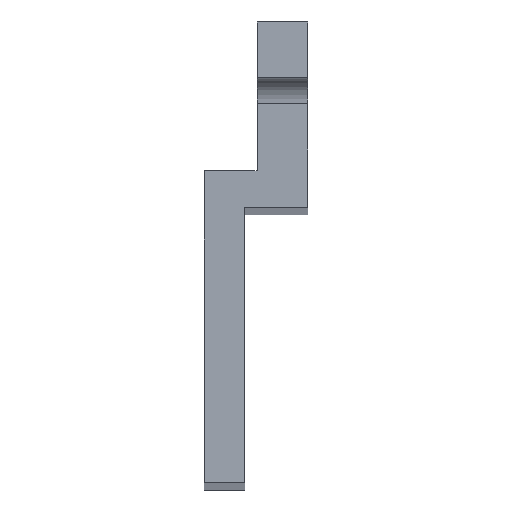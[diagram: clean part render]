
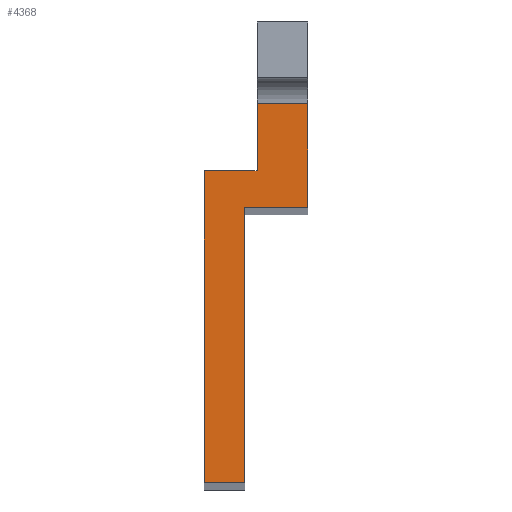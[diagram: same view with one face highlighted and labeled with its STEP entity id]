
A CAD part, top view. The second image highlights one B-rep face of the part: STEP entity #4368.
In plain terms, the highlighted planar face has unit normal (0, 0, 1).
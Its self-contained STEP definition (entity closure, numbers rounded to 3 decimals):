
#1017=FACE_OUTER_BOUND($,#1320,.T.);
#1320=EDGE_LOOP($,(#4041,#4042,#4043,#4044,#4045,#4046,#4047,#4048));
#1420=LINE($,#6809,#1581);
#1423=LINE($,#6814,#1584);
#1427=LINE($,#6988,#1588);
#1510=LINE($,#7483,#1671);
#1554=LINE($,#7736,#1715);
#1556=LINE($,#7741,#1717);
#1558=LINE($,#7744,#1719);
#1564=LINE($,#7756,#1725);
#1581=VECTOR($,#5368,13.5);
#1584=VECTOR($,#5373,3.1);
#1588=VECTOR($,#5545,5.1);
#1671=VECTOR($,#6122,2.);
#1715=VECTOR($,#6416,2.5);
#1717=VECTOR($,#6420,2.6);
#1719=VECTOR($,#6424,3.3);
#1725=VECTOR($,#6438,15.3);
#1904=VERTEX_POINT($,#6806);
#1905=VERTEX_POINT($,#6808);
#1906=VERTEX_POINT($,#6812);
#1992=VERTEX_POINT($,#6986);
#2157=VERTEX_POINT($,#7482);
#2241=VERTEX_POINT($,#7734);
#2242=VERTEX_POINT($,#7738);
#2243=VERTEX_POINT($,#7740);
#2428=EDGE_CURVE($,#1904,#1905,#1420,.T.);
#2431=EDGE_CURVE($,#1906,#1904,#1423,.T.);
#2518=EDGE_CURVE($,#1992,#1906,#1427,.T.);
#2765=EDGE_CURVE($,#1905,#2157,#1510,.T.);
#2892=EDGE_CURVE($,#2241,#1992,#1554,.T.);
#2894=EDGE_CURVE($,#2242,#2243,#1556,.T.);
#2896=EDGE_CURVE($,#2243,#2241,#1558,.T.);
#2902=EDGE_CURVE($,#2157,#2242,#1564,.T.);
#4041=ORIENTED_EDGE($,*,*,#2518,.F.);
#4042=ORIENTED_EDGE($,*,*,#2892,.F.);
#4043=ORIENTED_EDGE($,*,*,#2896,.F.);
#4044=ORIENTED_EDGE($,*,*,#2894,.F.);
#4045=ORIENTED_EDGE($,*,*,#2902,.F.);
#4046=ORIENTED_EDGE($,*,*,#2765,.F.);
#4047=ORIENTED_EDGE($,*,*,#2428,.F.);
#4048=ORIENTED_EDGE($,*,*,#2431,.F.);
#4229=PLANE($,#5006);
#4368=ADVANCED_FACE($,(#1017),#4229,.F.);
#5006=AXIS2_PLACEMENT_3D($,#7755,#6436,#6437);
#5368=DIRECTION($,(0.,-1.,0.));
#5373=DIRECTION($,(-1.,0.,0.));
#5545=DIRECTION($,(0.,-1.,0.));
#6122=DIRECTION($,(-1.,0.,0.));
#6416=DIRECTION($,(1.,0.,0.));
#6420=DIRECTION($,(1.,0.,0.));
#6424=DIRECTION($,(0.,1.,0.));
#6436=DIRECTION('center_axis',(0.,0.,-1.));
#6437=DIRECTION('ref_axis',(-1.,0.,0.));
#6438=DIRECTION($,(0.,1.,0.));
#6806=CARTESIAN_POINT('',(-0.55,2.2,210.86));
#6808=CARTESIAN_POINT('',(-0.55,-11.3,210.86));
#6809=CARTESIAN_POINT($,(-0.55,2.2,210.86));
#6812=CARTESIAN_POINT('',(2.55,2.2,210.86));
#6814=CARTESIAN_POINT($,(2.55,2.2,210.86));
#6986=CARTESIAN_POINT('',(2.55,7.3,210.86));
#6988=CARTESIAN_POINT($,(2.55,7.3,210.86));
#7482=CARTESIAN_POINT('',(-2.55,-11.3,210.86));
#7483=CARTESIAN_POINT($,(-0.55,-11.3,210.86));
#7734=CARTESIAN_POINT('',(0.05,7.3,210.86));
#7736=CARTESIAN_POINT($,(0.05,7.3,210.86));
#7738=CARTESIAN_POINT('',(-2.55,4.,210.86));
#7740=CARTESIAN_POINT('',(0.05,4.,210.86));
#7741=CARTESIAN_POINT($,(-2.55,4.,210.86));
#7744=CARTESIAN_POINT($,(0.05,4.,210.86));
#7755=CARTESIAN_POINT('Origin',(0.,-2.,210.86));
#7756=CARTESIAN_POINT($,(-2.55,-11.3,210.86));
